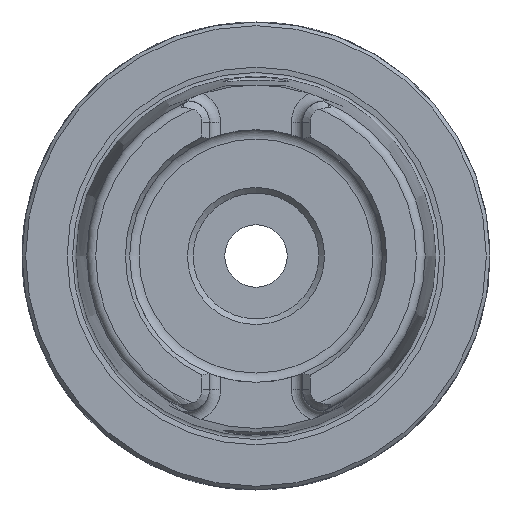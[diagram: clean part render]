
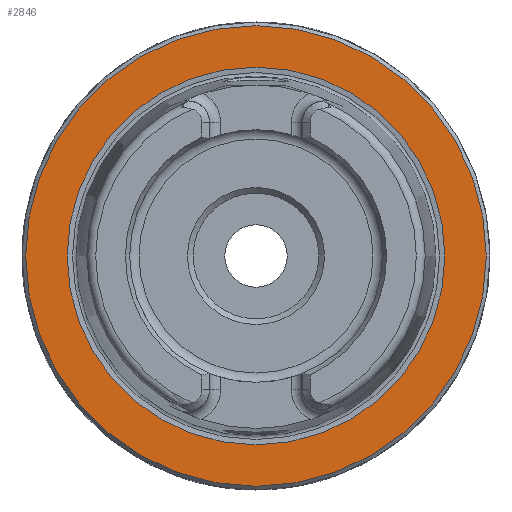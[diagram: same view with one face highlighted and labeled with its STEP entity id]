
A CAD part, left-side view. The second image highlights one B-rep face of the part: STEP entity #2846.
In plain terms, the highlighted planar face has unit normal (-1, 0, 0).
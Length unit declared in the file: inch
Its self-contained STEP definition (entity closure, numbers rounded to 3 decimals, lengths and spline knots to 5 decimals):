
#2812=CARTESIAN_POINT('',(0.0,1.22047,0.));
#2813=VERTEX_POINT('',#2812);
#2814=CARTESIAN_POINT('',(0.0,0.0,0.0));
#2815=DIRECTION('',(1.0,0.0,0.0));
#2816=DIRECTION('',(0.0,-1.0,0.0));
#2817=AXIS2_PLACEMENT_3D('',#2814,#2815,#2816);
#2818=CIRCLE('',#2817,1.22047);
#2819=EDGE_CURVE('',#2813,#2813,#2818,.T.);
#2827=CARTESIAN_POINT('',(0.0,0.62008,0.0));
#2828=DIRECTION('',(-1.0,0.0,0.0));
#2829=DIRECTION('',(0.0,0.0,1.0));
#2830=AXIS2_PLACEMENT_3D('',#2827,#2828,#2829);
#2831=PLANE('',#2830);
#2832=ORIENTED_EDGE('',*,*,#2819,.F.);
#2833=EDGE_LOOP('',(#2832));
#2834=FACE_OUTER_BOUND('',#2833,.T.);
#2835=CARTESIAN_POINT('',(0.0,1.0008,0.0));
#2836=VERTEX_POINT('',#2835);
#2837=CARTESIAN_POINT('',(0.0,0.0,0.0));
#2838=DIRECTION('',(1.0,0.0,0.0));
#2839=DIRECTION('',(0.0,1.0,0.0));
#2840=AXIS2_PLACEMENT_3D('',#2837,#2838,#2839);
#2841=CIRCLE('',#2840,1.0008);
#2842=EDGE_CURVE('',#2836,#2836,#2841,.T.);
#2843=ORIENTED_EDGE('',*,*,#2842,.T.);
#2844=EDGE_LOOP('',(#2843));
#2845=FACE_BOUND('',#2844,.T.);
#2846=ADVANCED_FACE('',(#2834,#2845),#2831,.T.);
